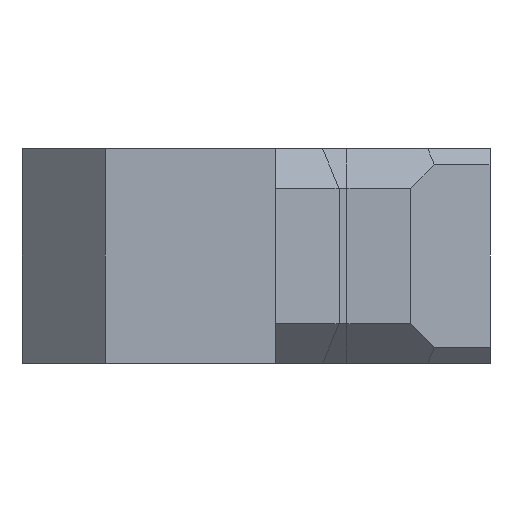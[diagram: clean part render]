
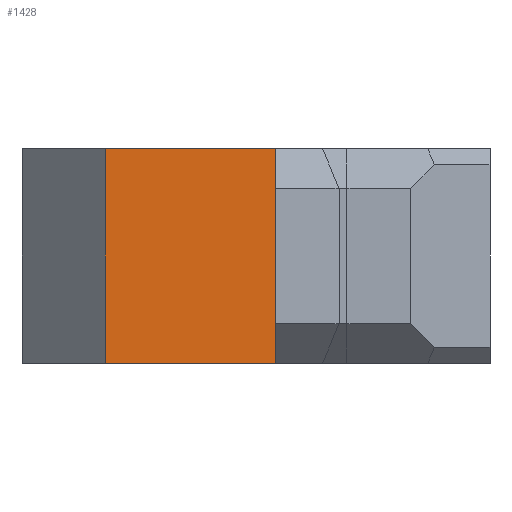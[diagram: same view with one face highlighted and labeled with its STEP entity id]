
A CAD part, left-side view. The second image highlights one B-rep face of the part: STEP entity #1428.
In plain terms, the highlighted planar face has unit normal (-1, 0, 0).
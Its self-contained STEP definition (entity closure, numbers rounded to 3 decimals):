
#109=FACE_OUTER_BOUND('',#189,.T.);
#189=EDGE_LOOP('',(#1242,#1243,#1244,#1245));
#254=LINE('',#1993,#412);
#304=LINE('',#2122,#462);
#395=LINE('',#2382,#553);
#396=LINE('',#2384,#554);
#412=VECTOR('',#1587,10.);
#462=VECTOR('',#1667,10.);
#553=VECTOR('',#1920,10.);
#554=VECTOR('',#1923,10.);
#570=VERTEX_POINT('',#1990);
#571=VERTEX_POINT('',#1992);
#634=VERTEX_POINT('',#2119);
#635=VERTEX_POINT('',#2121);
#698=EDGE_CURVE('',#571,#570,#254,.T.);
#762=EDGE_CURVE('',#635,#634,#304,.T.);
#877=EDGE_CURVE('',#634,#571,#395,.T.);
#878=EDGE_CURVE('',#635,#570,#396,.T.);
#1242=ORIENTED_EDGE('',*,*,#698,.T.);
#1243=ORIENTED_EDGE('',*,*,#878,.F.);
#1244=ORIENTED_EDGE('',*,*,#762,.T.);
#1245=ORIENTED_EDGE('',*,*,#877,.T.);
#1356=PLANE('',#1556);
#1428=ADVANCED_FACE('',(#109),#1356,.T.);
#1556=AXIS2_PLACEMENT_3D('',#2383,#1921,#1922);
#1587=DIRECTION('',(0.,1.,0.));
#1667=DIRECTION('',(0.,-1.,0.));
#1920=DIRECTION('',(0.,0.,1.));
#1921=DIRECTION('center_axis',(-1.,0.,0.));
#1922=DIRECTION('ref_axis',(0.,-1.,0.));
#1923=DIRECTION('',(0.,0.,1.));
#1990=CARTESIAN_POINT('',(-9.9,24.289,75.4));
#1992=CARTESIAN_POINT('',(-9.9,20.,75.4));
#1993=CARTESIAN_POINT('',(-9.9,23.74,75.4));
#2119=CARTESIAN_POINT('',(-9.9,20.,70.));
#2121=CARTESIAN_POINT('',(-9.9,24.289,70.));
#2122=CARTESIAN_POINT('',(-9.9,24.289,70.));
#2382=CARTESIAN_POINT('',(-9.9,20.,70.));
#2383=CARTESIAN_POINT('Origin',(-9.9,24.289,70.));
#2384=CARTESIAN_POINT('',(-9.9,24.289,70.));
